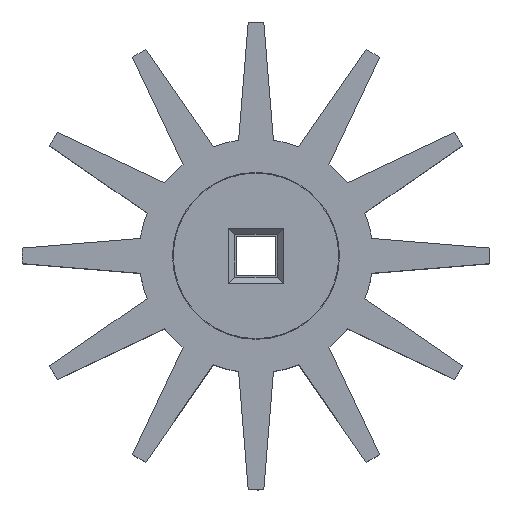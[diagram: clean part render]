
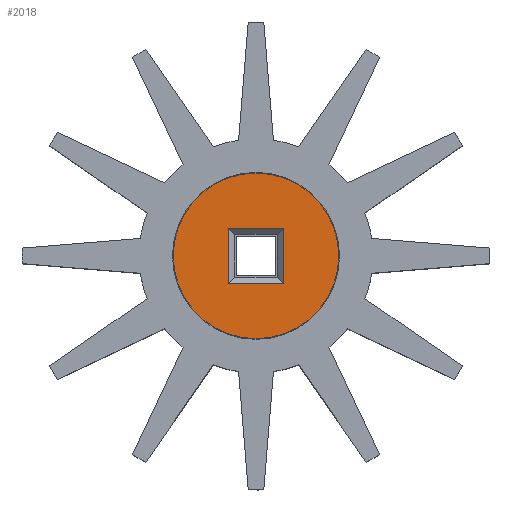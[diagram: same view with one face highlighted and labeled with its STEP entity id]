
A CAD part, top view. The second image highlights one B-rep face of the part: STEP entity #2018.
In plain terms, the highlighted planar face has unit normal (0, 0, 1).
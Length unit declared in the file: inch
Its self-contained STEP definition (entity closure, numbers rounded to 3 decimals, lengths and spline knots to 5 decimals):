
#254 = AXIS2_PLACEMENT_3D ( 'NONE', #442, #441, #440 ) ;
#255 = PLANE ( 'NONE',  #254 ) ;
#256 = FACE_OUTER_BOUND ( 'NONE', #2256, .T. ) ;
#257 = FACE_BOUND ( 'NONE', #2019, .T. ) ;
#349 = CARTESIAN_POINT ( 'NONE',  ( -0.08858, -0.08858, 0.25 ) ) ;
#440 = DIRECTION ( 'NONE',  ( 0., 1., 0. ) ) ;
#441 = DIRECTION ( 'NONE',  ( 0., 0., -1. ) ) ;
#442 = CARTESIAN_POINT ( 'NONE',  ( 0., 0., 0.25 ) ) ;
#504 = CARTESIAN_POINT ( 'NONE',  ( 0.08858, 0.08858, 0.25 ) ) ;
#509 = DIRECTION ( 'NONE',  ( 0., -1., 0. ) ) ;
#510 = DIRECTION ( 'NONE',  ( 0., 0., -1. ) ) ;
#511 = CARTESIAN_POINT ( 'NONE',  ( 0., 0., 0.25 ) ) ;
#512 = AXIS2_PLACEMENT_3D ( 'NONE', #511, #510, #509 ) ;
#650 = DIRECTION ( 'NONE',  ( -1., 0., 0. ) ) ;
#651 = VECTOR ( 'NONE', #650, 39.37008 ) ;
#652 = CARTESIAN_POINT ( 'NONE',  ( 0., 0.08858, 0.25 ) ) ;
#653 = LINE ( 'NONE', #652, #651 ) ;
#674 = CIRCLE ( 'NONE', #512, 0.26772 ) ;
#735 = CARTESIAN_POINT ( 'NONE',  ( -0.08858, 0.08858, 0.25 ) ) ;
#742 = DIRECTION ( 'NONE',  ( 0., 1., 0. ) ) ;
#743 = VECTOR ( 'NONE', #742, 39.37008 ) ;
#744 = CARTESIAN_POINT ( 'NONE',  ( 0.08858, 0., 0.25 ) ) ;
#745 = LINE ( 'NONE', #744, #743 ) ;
#746 = DIRECTION ( 'NONE',  ( 0., -1., 0. ) ) ;
#747 = VECTOR ( 'NONE', #746, 39.37008 ) ;
#748 = CARTESIAN_POINT ( 'NONE',  ( -0.08858, 0., 0.25 ) ) ;
#764 = LINE ( 'NONE', #748, #747 ) ;
#792 = CARTESIAN_POINT ( 'NONE',  ( 0.08858, -0.08858, 0.25 ) ) ;
#793 = DIRECTION ( 'NONE',  ( 1., 0., 0. ) ) ;
#794 = VECTOR ( 'NONE', #793, 39.37008 ) ;
#795 = CARTESIAN_POINT ( 'NONE',  ( 0., -0.08858, 0.25 ) ) ;
#796 = LINE ( 'NONE', #795, #794 ) ;
#2018 = ADVANCED_FACE ( 'NONE', ( #257, #256 ), #255, .F. ) ;
#2019 = EDGE_LOOP ( 'NONE', ( #2020, #2270, #2271, #2255 ) ) ;
#2020 = ORIENTED_EDGE ( 'NONE', *, *, #2252, .F. ) ;
#2037 = VERTEX_POINT ( 'NONE', #349 ) ;
#2128 = EDGE_CURVE ( 'NONE', #3469, #3468, #674, .T. ) ;
#2132 = VERTEX_POINT ( 'NONE', #504 ) ;
#2148 = EDGE_CURVE ( 'NONE', #2132, #2303, #653, .T. ) ;
#2252 = EDGE_CURVE ( 'NONE', #2037, #2253, #796, .T. ) ;
#2253 = VERTEX_POINT ( 'NONE', #792 ) ;
#2255 = ORIENTED_EDGE ( 'NONE', *, *, #2274, .F. ) ;
#2256 = EDGE_LOOP ( 'NONE', ( #2257, #2261 ) ) ;
#2257 = ORIENTED_EDGE ( 'NONE', *, *, #2128, .F. ) ;
#2261 = ORIENTED_EDGE ( 'NONE', *, *, #3411, .F. ) ;
#2270 = ORIENTED_EDGE ( 'NONE', *, *, #2272, .F. ) ;
#2271 = ORIENTED_EDGE ( 'NONE', *, *, #2148, .F. ) ;
#2272 = EDGE_CURVE ( 'NONE', #2303, #2037, #764, .T. ) ;
#2274 = EDGE_CURVE ( 'NONE', #2253, #2132, #745, .T. ) ;
#2303 = VERTEX_POINT ( 'NONE', #735 ) ;
#2332 = CARTESIAN_POINT ( 'NONE',  ( 0., -0.26772, 0.25 ) ) ;
#2333 = CARTESIAN_POINT ( 'NONE',  ( 0., 0.26772, 0.25 ) ) ;
#2395 = DIRECTION ( 'NONE',  ( 0., -1., 0. ) ) ;
#2396 = DIRECTION ( 'NONE',  ( 0., 0., -1. ) ) ;
#2397 = CARTESIAN_POINT ( 'NONE',  ( 0., 0., 0.25 ) ) ;
#2398 = AXIS2_PLACEMENT_3D ( 'NONE', #2397, #2396, #2395 ) ;
#2399 = CIRCLE ( 'NONE', #2398, 0.26772 ) ;
#3411 = EDGE_CURVE ( 'NONE', #3468, #3469, #2399, .T. ) ;
#3468 = VERTEX_POINT ( 'NONE', #2333 ) ;
#3469 = VERTEX_POINT ( 'NONE', #2332 ) ;
